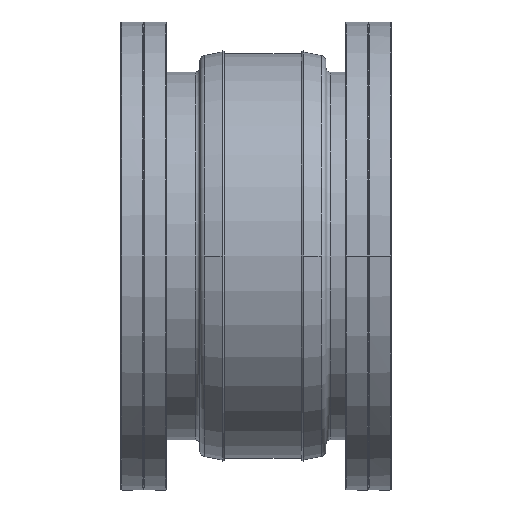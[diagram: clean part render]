
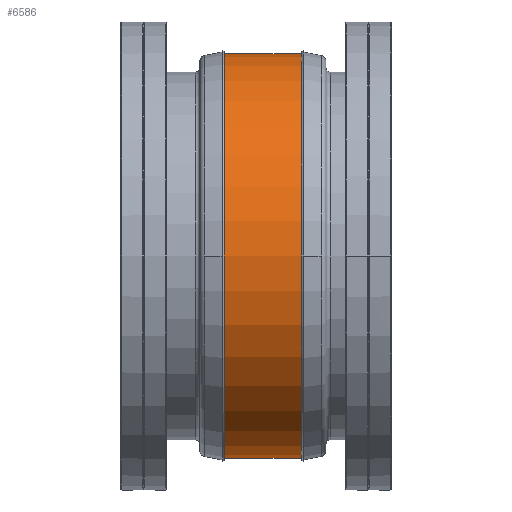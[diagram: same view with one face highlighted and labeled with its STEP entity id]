
A CAD part, left-side view. The second image highlights one B-rep face of the part: STEP entity #6586.
In plain terms, the highlighted cylindrical face has radius 109.537 mm (diameter 219.075 mm), a partial arc.
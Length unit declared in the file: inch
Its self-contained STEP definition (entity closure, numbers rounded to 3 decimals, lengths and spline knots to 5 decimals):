
#682 = AXIS2_PLACEMENT_3D ( 'NONE', #6641, #6643, #6645 ) ;
#734 = CIRCLE ( 'NONE', #3352, 4.3125 ) ;
#751 = VECTOR ( 'NONE', #4701, 39.37008 ) ;
#755 = VECTOR ( 'NONE', #4720, 39.37008 ) ;
#757 = LINE ( 'NONE', #4703, #751 ) ;
#770 = LINE ( 'NONE', #4708, #755 ) ;
#981 = AXIS2_PLACEMENT_3D ( 'NONE', #7629, #7628, #7627 ) ;
#985 = AXIS2_PLACEMENT_3D ( 'NONE', #7623, #7622, #7621 ) ;
#2665 = CYLINDRICAL_SURFACE ( 'NONE', #682, 4.3125 ) ;
#2676 = FACE_OUTER_BOUND ( 'NONE', #2986, .T. ) ;
#2986 = EDGE_LOOP ( 'NONE', ( #5528, #5529, #5530, #5531, #5532 ) ) ;
#3352 = AXIS2_PLACEMENT_3D ( 'NONE', #4660, #4659, #4658 ) ;
#3490 = EDGE_CURVE ( 'NONE', #9321, #9329, #770, .T. ) ;
#3491 = EDGE_CURVE ( 'NONE', #9302, #9314, #757, .T. ) ;
#3499 = EDGE_CURVE ( 'NONE', #9300, #9302, #734, .T. ) ;
#4658 = DIRECTION ( 'NONE',  ( 0., 0., 1. ) ) ;
#4659 = DIRECTION ( 'NONE',  ( 0., 1., 0. ) ) ;
#4660 = CARTESIAN_POINT ( 'NONE',  ( -0.0211, -0.86339, 0.06558 ) ) ;
#4701 = DIRECTION ( 'NONE',  ( 0., 1., 0. ) ) ;
#4703 = CARTESIAN_POINT ( 'NONE',  ( -0.0211, 2.07408, 4.37808 ) ) ;
#4708 = CARTESIAN_POINT ( 'NONE',  ( -0.0211, 2.07408, -4.24692 ) ) ;
#4720 = DIRECTION ( 'NONE',  ( 0., 1., 0. ) ) ;
#5528 = ORIENTED_EDGE ( 'NONE', *, *, #3490, .F. ) ;
#5529 = ORIENTED_EDGE ( 'NONE', *, *, #8273, .T. ) ;
#5530 = ORIENTED_EDGE ( 'NONE', *, *, #3499, .T. ) ;
#5531 = ORIENTED_EDGE ( 'NONE', *, *, #3491, .T. ) ;
#5532 = ORIENTED_EDGE ( 'NONE', *, *, #8275, .F. ) ;
#6586 = ADVANCED_FACE ( 'NONE', ( #2676 ), #2665, .T. ) ;
#6641 = CARTESIAN_POINT ( 'NONE',  ( -0.0211, 2.07408, 0.06558 ) ) ;
#6643 = DIRECTION ( 'NONE',  ( 0., 1., 0. ) ) ;
#6645 = DIRECTION ( 'NONE',  ( 0., 0., 1. ) ) ;
#7621 = DIRECTION ( 'NONE',  ( 0., 0., -1. ) ) ;
#7622 = DIRECTION ( 'NONE',  ( 0., 1., 0. ) ) ;
#7623 = CARTESIAN_POINT ( 'NONE',  ( -0.0211, 0.77441, 0.06558 ) ) ;
#7627 = DIRECTION ( 'NONE',  ( 0., 0., 1. ) ) ;
#7628 = DIRECTION ( 'NONE',  ( 0., 1., 0. ) ) ;
#7629 = CARTESIAN_POINT ( 'NONE',  ( -0.0211, -0.86339, 0.06558 ) ) ;
#8273 = EDGE_CURVE ( 'NONE', #9321, #9300, #11055, .T. ) ;
#8275 = EDGE_CURVE ( 'NONE', #9329, #9314, #11053, .T. ) ;
#9300 = VERTEX_POINT ( 'NONE', #12970 ) ;
#9302 = VERTEX_POINT ( 'NONE', #12968 ) ;
#9314 = VERTEX_POINT ( 'NONE', #12961 ) ;
#9321 = VERTEX_POINT ( 'NONE', #12957 ) ;
#9329 = VERTEX_POINT ( 'NONE', #12953 ) ;
#11053 = CIRCLE ( 'NONE', #985, 4.3125 ) ;
#11055 = CIRCLE ( 'NONE', #981, 4.3125 ) ;
#12953 = CARTESIAN_POINT ( 'NONE',  ( -0.0211, 0.77441, -4.24692 ) ) ;
#12957 = CARTESIAN_POINT ( 'NONE',  ( -0.0211, -0.86339, -4.24692 ) ) ;
#12961 = CARTESIAN_POINT ( 'NONE',  ( -0.0211, 0.77441, 4.37808 ) ) ;
#12968 = CARTESIAN_POINT ( 'NONE',  ( -0.0211, -0.86339, 4.37808 ) ) ;
#12970 = CARTESIAN_POINT ( 'NONE',  ( -4.3336, -0.86339, 0.06558 ) ) ;
